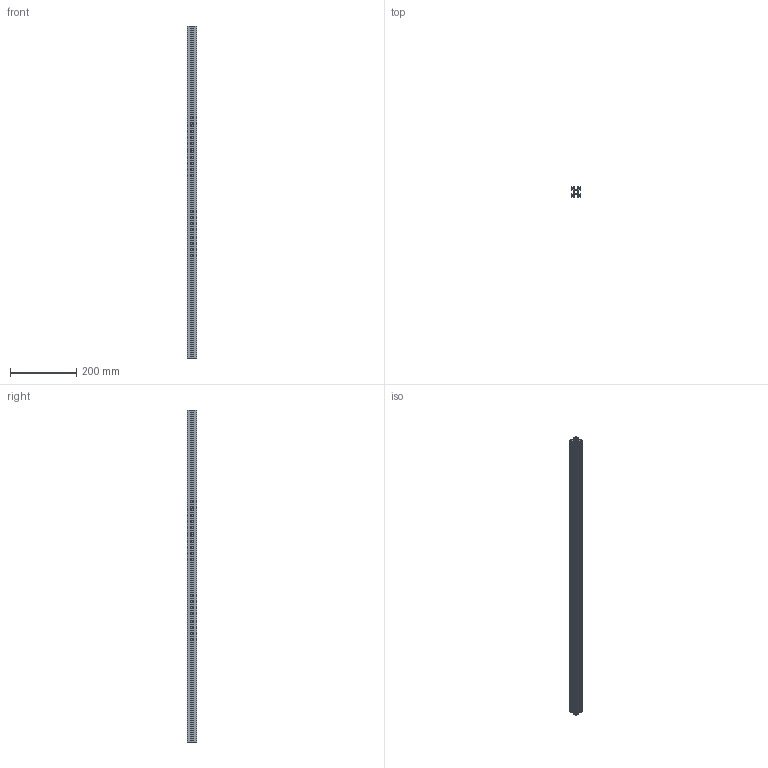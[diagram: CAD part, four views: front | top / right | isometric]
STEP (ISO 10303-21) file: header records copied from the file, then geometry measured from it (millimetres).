
FILE_DESCRIPTION (( 'STEP AP203' ), '1' );
FILE_NAME ('1.11.30.030030.04L.STEP', '2014-06-24T00:18:48', ( 'USER' ), ( 'Microsoft' ), 'SwSTEP 2.0', 'SolidWorks 2012', '' );
FILE_SCHEMA (( 'CONFIG_CONTROL_DESIGN' ));
Length unit declared in the file: millimetre
Products named in the file (1): 1.11.30.030030.04L
Bounding box: 30 x 30 x 1000 mm (x, y, z)
Volume: 278816 mm3; surface area: 346408.4 mm2
Topology: 1 solids, 1 shells, 169 faces, 501 edges, 334 vertices
Faces by surface type: plane 98, cylinder 71
Entity records: 5774 total; most frequent: CARTESIAN_POINT 1005, ORIENTED_EDGE 1002, DIRECTION 983, EDGE_CURVE 501, LINE 359, VECTOR 359, VERTEX_POINT 334, AXIS2_PLACEMENT_3D 312
